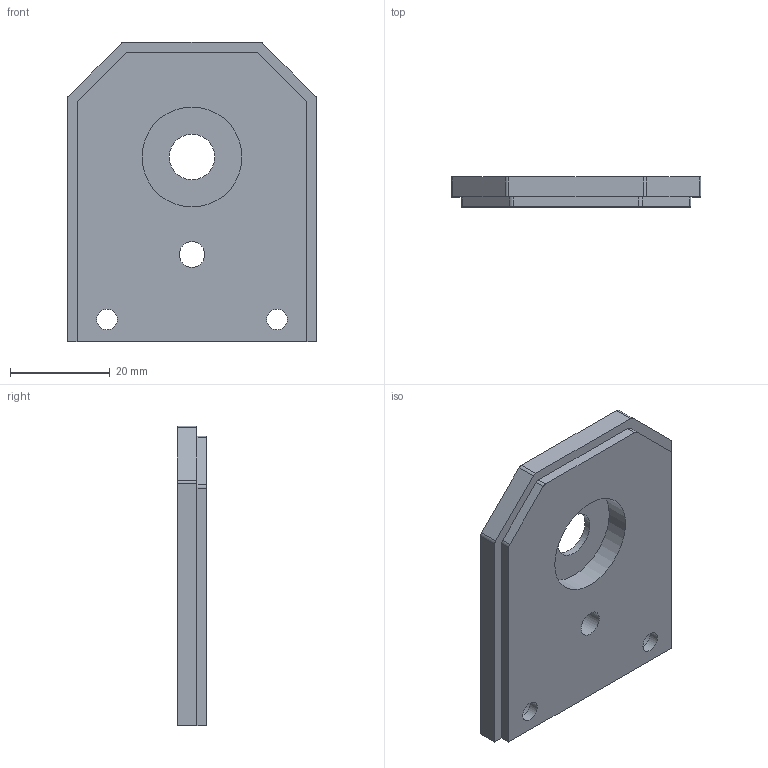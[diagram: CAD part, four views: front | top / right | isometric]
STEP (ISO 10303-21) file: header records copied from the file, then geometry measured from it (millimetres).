
FILE_DESCRIPTION( ( 'Unknown' ), '1' );
FILE_NAME( 'Capot avant .stp', 'Unknown', ( 'Unknown' ), ( 'Unknown' ), 'PSStep 16.0.42', 'Unknown', ' ' );
FILE_SCHEMA( ( 'AUTOMOTIVE_DESIGN { 1 0 10303 214 1 1 1 1 }' ) );
Length unit declared in the file: millimetre
Products named in the file (1): 1
Bounding box: 50 x 6 x 60 mm (x, y, z)
Volume: 14562.9 mm3; surface area: 7386.8 mm2
Topology: 1 solids, 1 shells, 33 faces, 86 edges, 58 vertices
Faces by surface type: plane 17, cylinder 15, cone 1
Full cylindrical faces by diameter (mm): 4.1 x2, 5.1 x1, 7.1 x2, 9.1 x1, 20 x1
Entity records: 1256 total; most frequent: DIRECTION 174, CARTESIAN_POINT 164, ORIENTED_EDGE 150, EDGE_CURVE 75, AXIS2_PLACEMENT_3D 65, VERTEX_POINT 55, EDGE_LOOP 52, LINE 44
